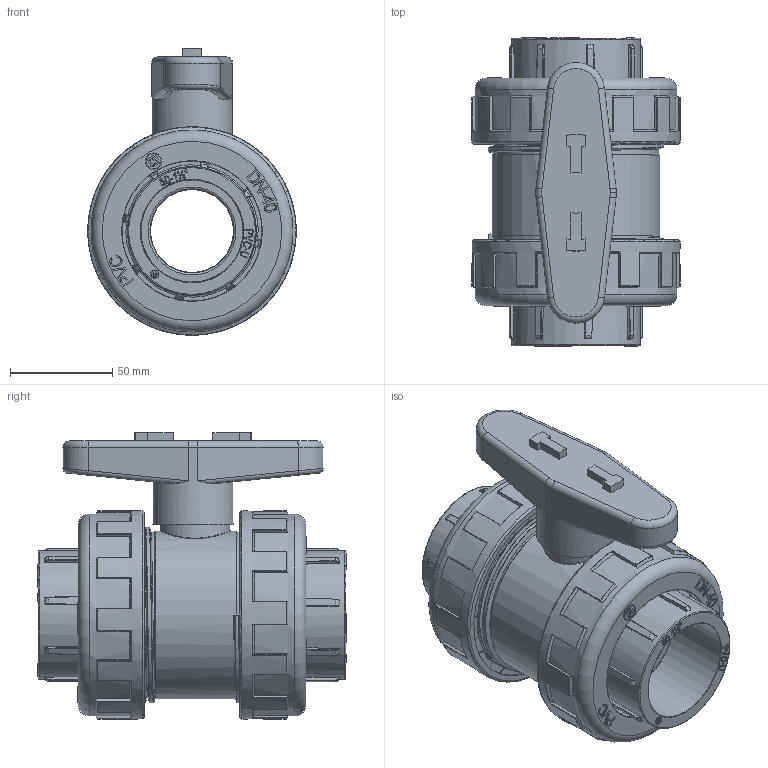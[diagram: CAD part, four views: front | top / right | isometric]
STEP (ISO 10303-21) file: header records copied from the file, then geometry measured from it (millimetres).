
FILE_DESCRIPTION( ( 'Unknown' ), '1' );
FILE_NAME( '1051050.stp', 'Unknown', ( 'Unknown' ), ( 'Unknown' ), 'PSStep 16.0.42', 'Unknown', ' ' );
FILE_SCHEMA( ( 'AUTOMOTIVE_DESIGN { 1 0 10303 214 1 1 1 1 }' ) );
Length unit declared in the file: millimetre
Products named in the file (5): Assem1; Maneta v_bola ø 50-1½'' CR_ENS; Manguito valv. bola ø 50 (Antiguo); Tuerca v_bola ø 50-1½ CR_ENS; Cuerpo valv.bola ø 50 C.R.Rev.0
Assembly tree (6 placements, depth 2):
  Assem1
    Maneta v_bola ø 50-1½'' CR_ENS
    Manguito valv. bola ø 50 (Antiguo)  x2
    Tuerca v_bola ø 50-1½ CR_ENS  x2
    Cuerpo valv.bola ø 50 C.R.Rev.0
Bounding box: 102 x 150.9 x 140.15 mm (x, y, z)
Volume: 514930.6 mm3; surface area: 177982.6 mm2
Topology: 6 solids, 8 shells, 2017 faces, 5063 edges, 3106 vertices
Faces by surface type: plane 689, cylinder 541, bspline 300, torus 241, extrusion 118, sphere 76, cone 52
Full cylindrical faces by diameter (mm): 3.84 x2, 4 x2, 7.36 x2, 8 x2, 21.5 x1, 34 x2, 39.5 x1, 40.5 x1, 41 x2, 43.5 x1, 49 x1, 50.3 x2, 50.336 x1, 51 x1, 57 x1, 59.336 x1, 63 x2, 65 x1, 68.5 x2, 75.5 x2, 76.8 x2, 82 x1, 86.8 x8, 94.5 x2, 98.8 x2, 102 x2
Entity records: 102365 total; most frequent: CARTESIAN_POINT 68259, ORIENTED_EDGE 5466, DIRECTION 4677, EDGE_CURVE 2733, AXIS2_PLACEMENT_3D 1707, VERTEX_POINT 1702, VECTOR 1263, EDGE_LOOP 1231
